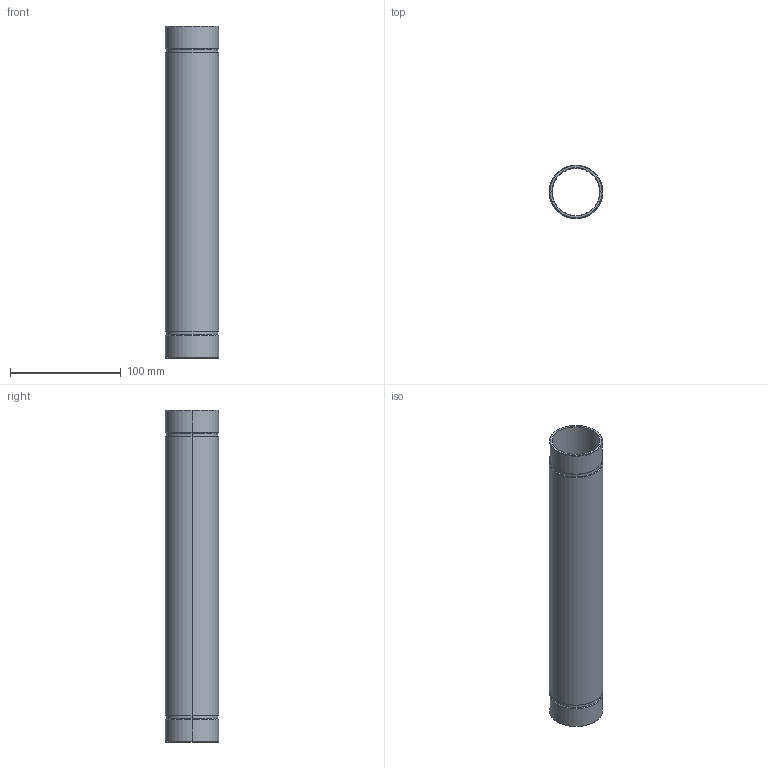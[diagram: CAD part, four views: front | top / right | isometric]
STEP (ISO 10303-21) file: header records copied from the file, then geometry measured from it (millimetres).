
FILE_DESCRIPTION (( 'STEP AP214' ), '1' );
FILE_NAME ('1C360-X Rohrverlängerung-MF48-XXX.STEP', '2009-12-03T15:26:45', ( 'ab' ), ( '' ), 'SwSTEP 2.0', 'SolidWorks 2009', '' );
FILE_SCHEMA (( 'AUTOMOTIVE_DESIGN' ));
Length unit declared in the file: millimetre
Products named in the file (1): 1C360-X Rohrverlängerung-MF48-XXX
Bounding box: 48.3 x 48.3 x 300 mm (x, y, z)
Volume: 110095.2 mm3; surface area: 86970.6 mm2
Topology: 1 solids, 1 shells, 32 faces, 64 edges, 36 vertices
Faces by surface type: cone 16, cylinder 12, plane 4
Entity records: 928 total; most frequent: DIRECTION 166, CARTESIAN_POINT 133, ORIENTED_EDGE 128, AXIS2_PLACEMENT_3D 69, EDGE_CURVE 64, CIRCLE 36, VERTEX_POINT 36, EDGE_LOOP 36
